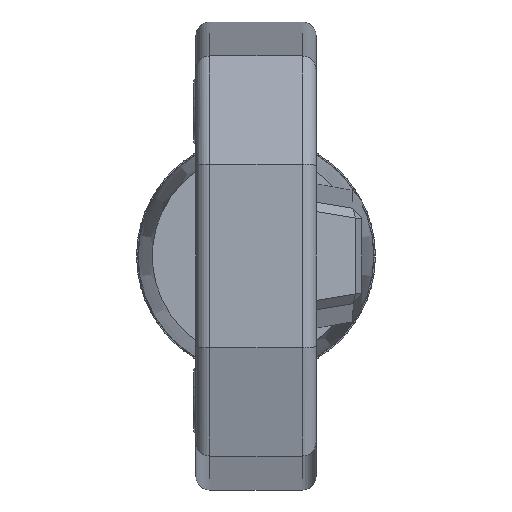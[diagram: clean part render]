
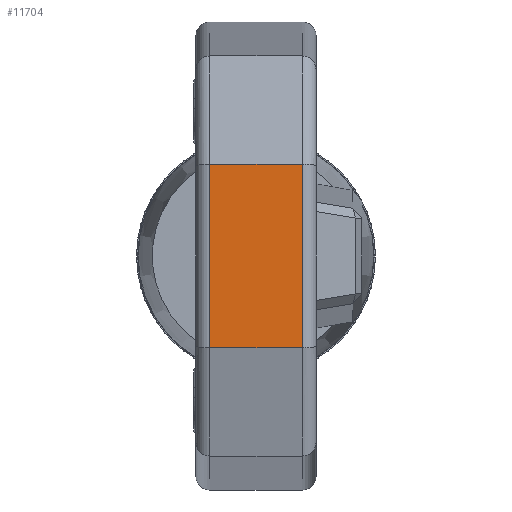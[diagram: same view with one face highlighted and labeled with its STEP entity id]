
A CAD part, left-side view. The second image highlights one B-rep face of the part: STEP entity #11704.
In plain terms, the highlighted planar face has unit normal (-1, 0, 0).
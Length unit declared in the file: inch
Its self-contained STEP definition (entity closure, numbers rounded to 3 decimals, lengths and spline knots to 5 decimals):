
#139 = LINE ( 'NONE', #16005, #19506 ) ;
#1495 = VECTOR ( 'NONE', #17746, 39.37008 ) ;
#2490 = CARTESIAN_POINT ( 'NONE',  ( -7.657, -0.101, 0.2 ) ) ;
#2936 = PLANE ( 'NONE',  #12587 ) ;
#3380 = DIRECTION ( 'NONE',  ( 0., 0., -1. ) ) ;
#3751 = ORIENTED_EDGE ( 'NONE', *, *, #11428, .F. ) ;
#7247 = VERTEX_POINT ( 'NONE', #2490 ) ;
#8008 = VECTOR ( 'NONE', #13622, 39.37008 ) ;
#8050 = CARTESIAN_POINT ( 'NONE',  ( -7.657, 0.131, -0.2 ) ) ;
#8402 = CARTESIAN_POINT ( 'NONE',  ( -7.657, -0.101, 0.2 ) ) ;
#8957 = EDGE_CURVE ( 'NONE', #15341, #7247, #11878, .T. ) ;
#9284 = ORIENTED_EDGE ( 'NONE', *, *, #19246, .T. ) ;
#10767 = EDGE_CURVE ( 'NONE', #15153, #15341, #21040, .T. ) ;
#11428 = EDGE_CURVE ( 'NONE', #19878, #7247, #139, .T. ) ;
#11704 = ADVANCED_FACE ( 'NONE', ( #17344 ), #2936, .F. ) ;
#11878 = LINE ( 'NONE', #8402, #8008 ) ;
#12235 = CARTESIAN_POINT ( 'NONE',  ( -7.657, 0.101, -0.2 ) ) ;
#12587 = AXIS2_PLACEMENT_3D ( 'NONE', #8050, #19113, #3380 ) ;
#13342 = CARTESIAN_POINT ( 'NONE',  ( -7.657, 0.101, -0.2 ) ) ;
#13622 = DIRECTION ( 'NONE',  ( 0., 0., 1. ) ) ;
#14312 = DIRECTION ( 'NONE',  ( 0., 0., -1. ) ) ;
#14424 = LINE ( 'NONE', #12235, #15070 ) ;
#15070 = VECTOR ( 'NONE', #14312, 39.37008 ) ;
#15153 = VERTEX_POINT ( 'NONE', #13342 ) ;
#15341 = VERTEX_POINT ( 'NONE', #20434 ) ;
#15865 = ORIENTED_EDGE ( 'NONE', *, *, #10767, .T. ) ;
#16005 = CARTESIAN_POINT ( 'NONE',  ( -7.657, 0.131, 0.2 ) ) ;
#17344 = FACE_OUTER_BOUND ( 'NONE', #20003, .T. ) ;
#17746 = DIRECTION ( 'NONE',  ( 0., -1., 0. ) ) ;
#17750 = DIRECTION ( 'NONE',  ( 0., -1., 0. ) ) ;
#19113 = DIRECTION ( 'NONE',  ( 1., 0., 0. ) ) ;
#19246 = EDGE_CURVE ( 'NONE', #19878, #15153, #14424, .T. ) ;
#19366 = ORIENTED_EDGE ( 'NONE', *, *, #8957, .T. ) ;
#19414 = CARTESIAN_POINT ( 'NONE',  ( -7.657, 0.131, -0.2 ) ) ;
#19506 = VECTOR ( 'NONE', #17750, 39.37008 ) ;
#19878 = VERTEX_POINT ( 'NONE', #20635 ) ;
#20003 = EDGE_LOOP ( 'NONE', ( #15865, #19366, #3751, #9284 ) ) ;
#20434 = CARTESIAN_POINT ( 'NONE',  ( -7.657, -0.101, -0.2 ) ) ;
#20635 = CARTESIAN_POINT ( 'NONE',  ( -7.657, 0.101, 0.2 ) ) ;
#21040 = LINE ( 'NONE', #19414, #1495 ) ;
